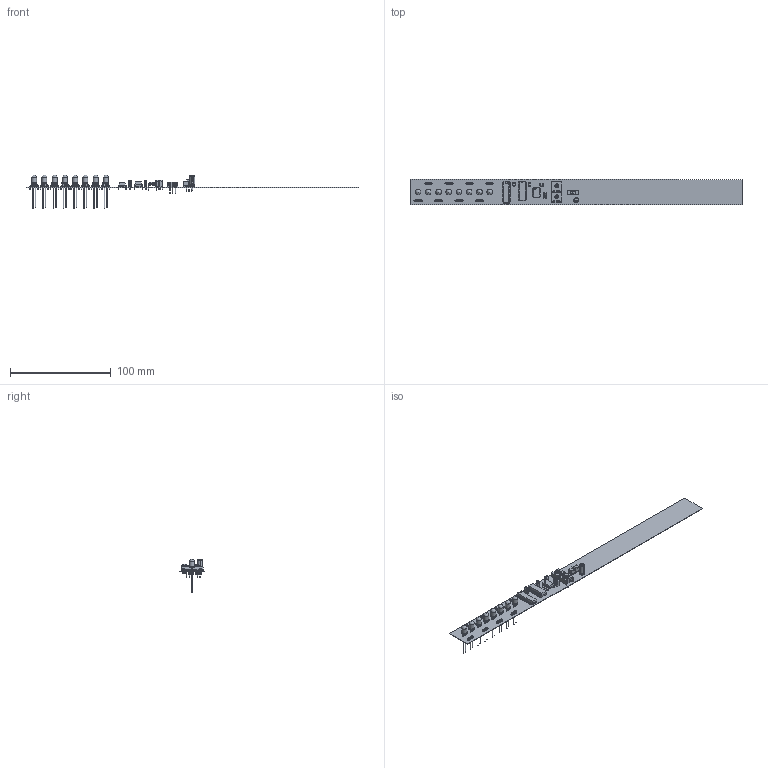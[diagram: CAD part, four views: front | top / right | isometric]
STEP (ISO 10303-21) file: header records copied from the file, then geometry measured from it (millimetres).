
FILE_DESCRIPTION(('Open CASCADE Model'),'2;1');
FILE_NAME('Open CASCADE Shape Model','2023-10-20T23:52:33',('Author'),( 'Open CASCADE'),'Open CASCADE STEP processor 7.5','Open CASCADE 7.5' ,'Unknown');
FILE_SCHEMA(('AUTOMOTIVE_DESIGN { 1 0 10303 214 1 1 1 1 }'));
Length unit declared in the file: millimetre
Products named in the file (56): PCB; Board; Open CASCADE STEP translator 7.5 1.1.1; BT3; BT2; BT1; U3; DIP16-300; U2; DIP14-300; U1; PDIP-8; SW1; EG1218_RGB8421504; EG1218 Housing; EG1218 Actuator; EG1218A Terminals; R8; CFR-25JB-52-100R - 300mils; Band1; Core; Leads; Band4; Band3; Band2; R7; R6; R5; R4; R3; R2; R1; POTB; 3386p-1-504lf; POTA; D8; C503B-GxS - 5mm Green 527nm; Bulb; Anode; Cathode ...
Assembly tree (74 placements, depth 4):
  PCB
    Board
      Open CASCADE STEP translator 7.5 1.1.1
    BT3
    BT2
    BT1
    U3
      DIP16-300
        DIP16-300
    U2
      DIP14-300
    U1
      PDIP-8
    SW1
      EG1218_RGB8421504
        EG1218 Housing
        EG1218 Actuator
        EG1218A Terminals
    R8
      CFR-25JB-52-100R - 300mils
        Band1
        Core
        Leads
        Band4
        Band3
        Band2
    R7
      CFR-25JB-52-100R - 300mils
        Band1
        Core
        Leads
        Band4
        Band3
        Band2
    R6
      CFR-25JB-52-100R - 300mils
        Band1
        Core
        Leads
        Band4
        Band3
        Band2
    R5
      CFR-25JB-52-100R - 300mils
        Band1
        Core
        Leads
        Band4
        Band3
        Band2
    R4
      CFR-25JB-52-100R - 300mils
        Band1
        Core
        Leads
        Band4
        Band3
        Band2
    R3
      CFR-25JB-52-100R - 300mils
Bounding box: 329.31 x 25.54 x 33.5 mm (x, y, z)
Volume: 7524.6 mm3; surface area: 24109 mm2
Topology: 86 solids, 90 shells, 1970 faces, 4693 edges, 2943 vertices
Faces by surface type: plane 1075, bspline 398, cylinder 373, torus 84, cone 32, sphere 8
Full cylindrical faces by diameter (mm): 0.5 x32, 0.55 x32, 2 x8, 2.01 x32, 2.4 x16, 5 x8
Entity records: 44758 total; most frequent: CARTESIAN_POINT 8488, ORIENTED_EDGE 6150, DIRECTION 5722, EDGE_CURVE 3102, LINE 2522, VECTOR 2522, VERTEX_POINT 1991, AXIS2_PLACEMENT_3D 1600
